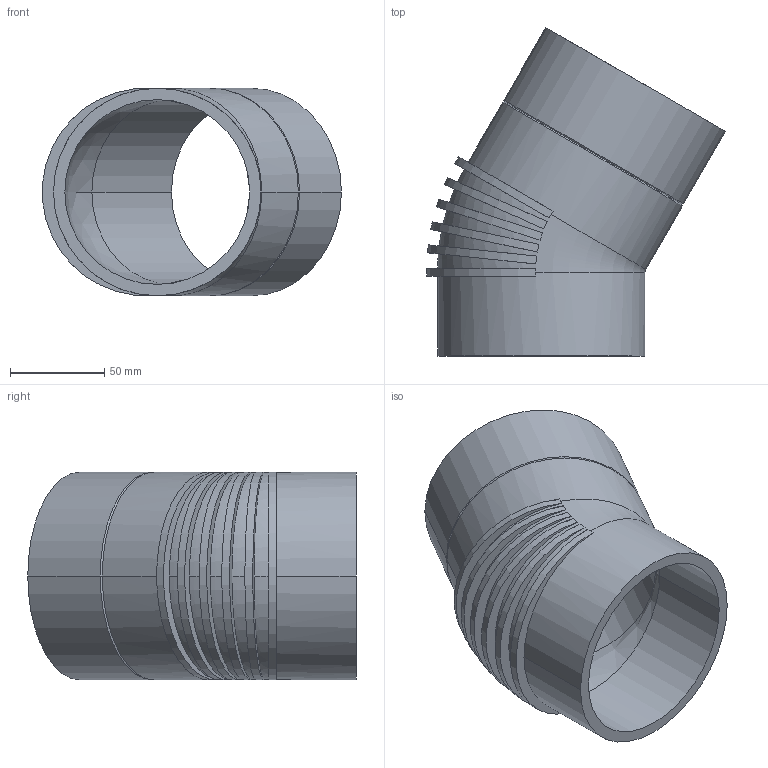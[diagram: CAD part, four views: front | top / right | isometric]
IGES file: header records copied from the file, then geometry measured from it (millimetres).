
Global section: file name: No Iges File Name specified; native system: Autodesk Inventor 2012; preprocessor: AutoDesk Inventor Iges Exporter R2012; author: ml; date: 20121223.185536; units: millimetre
Bounding box: 158.43 x 174.1 x 110 mm (x, y, z)
Volume: 328660.9 mm3; surface area: 116678.6 mm2
Topology: 1 solids, 1 shells, 38 faces, 96 edges, 60 vertices
Faces by surface type: plane 14, cylinder 12, revolution 6, cone 4, torus 2
